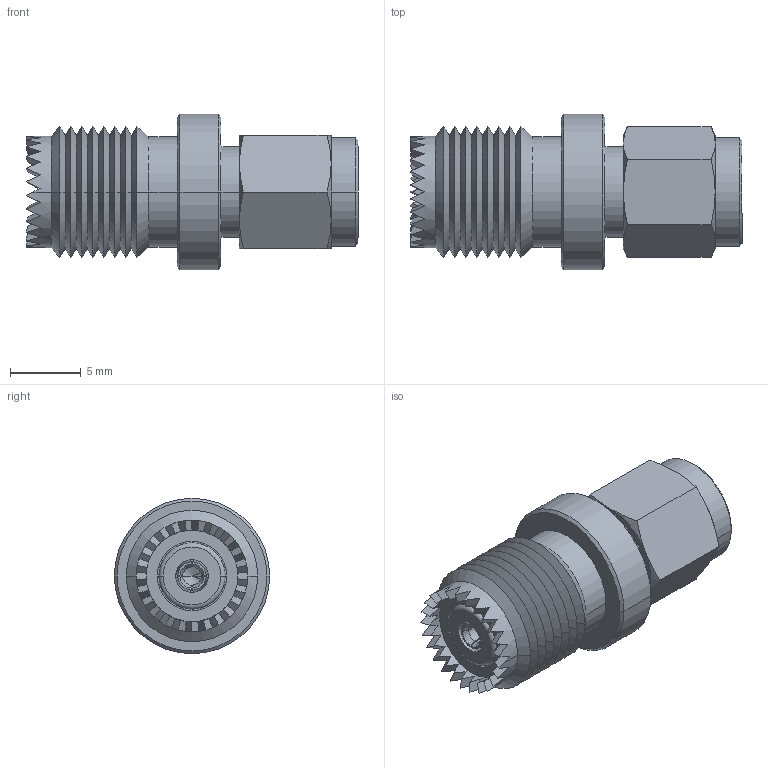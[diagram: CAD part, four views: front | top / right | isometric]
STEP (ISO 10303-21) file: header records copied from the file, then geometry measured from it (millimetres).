
FILE_DESCRIPTION (( 'STEP AP203' ), '1' );
FILE_NAME ('BA582.STEP', '2014-10-03T18:11:53', ( 'x' ), ( '' ), 'SwSTEP 2.0', 'SolidWorks 2014', '' );
FILE_SCHEMA (( 'CONFIG_CONTROL_DESIGN' ));
Length unit declared in the file: millimetre
Products named in the file (1): BA582
Bounding box: 23.5 x 11 x 11 mm (x, y, z)
Volume: 1191.7 mm3; surface area: 1564 mm2
Topology: 1 solids, 1 shells, 250 faces, 601 edges, 366 vertices
Faces by surface type: plane 114, cone 90, cylinder 44, torus 2
Entity records: 7367 total; most frequent: CARTESIAN_POINT 1750, ORIENTED_EDGE 1194, DIRECTION 1156, EDGE_CURVE 597, AXIS2_PLACEMENT_3D 460, VERTEX_POINT 366, EDGE_LOOP 267, ADVANCED_FACE 250
